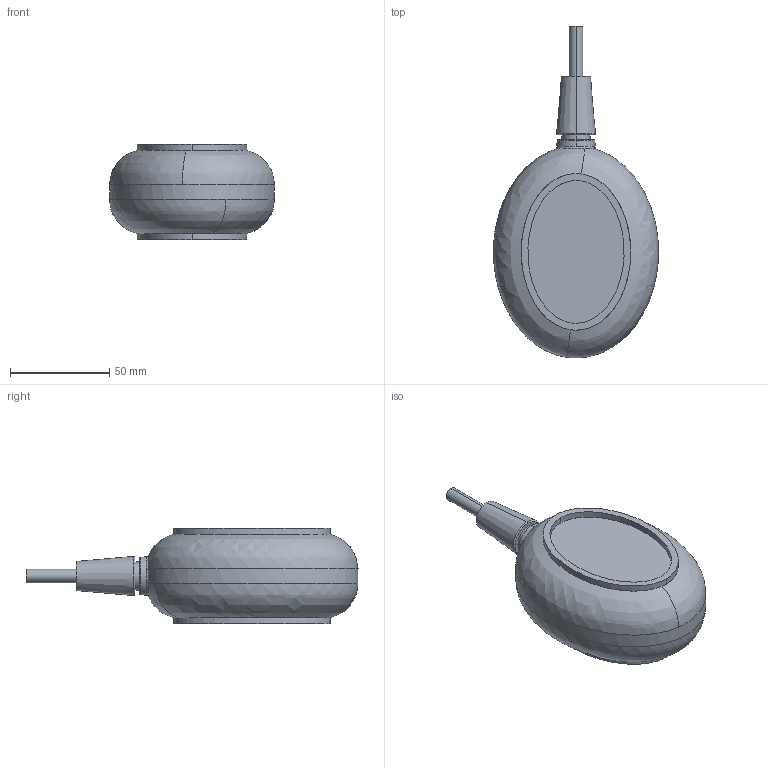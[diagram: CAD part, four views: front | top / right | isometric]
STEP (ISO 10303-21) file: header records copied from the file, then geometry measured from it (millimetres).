
FILE_DESCRIPTION (( 'STEP AP214' ), '1' );
FILE_NAME ('FLS-HT-200.STEP', '2014-01-31T18:37:00', ( '' ), ( '' ), 'SwSTEP 2.0', 'SolidWorks 2013', '' );
FILE_SCHEMA (( 'AUTOMOTIVE_DESIGN' ));
Length unit declared in the file: inch
Products named in the file (1): FLS-HT-200
Bounding box: 83.05 x 167 x 48.26 mm (x, y, z)
Volume: 271293.1 mm3; surface area: 27402.6 mm2
Topology: 3 solids, 3 shells, 39 faces, 82 edges, 52 vertices
Faces by surface type: bspline 17, plane 10, torus 4, cylinder 4, cone 4
Entity records: 2815 total; most frequent: CARTESIAN_POINT 2039, ORIENTED_EDGE 164, DIRECTION 122, EDGE_CURVE 82, AXIS2_PLACEMENT_3D 53, VERTEX_POINT 52, EDGE_LOOP 42, ADVANCED_FACE 39
